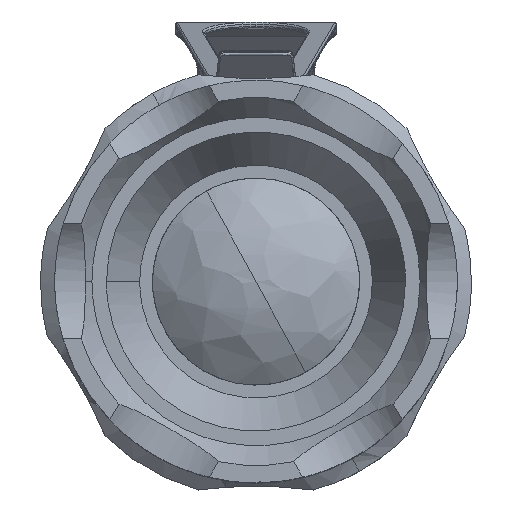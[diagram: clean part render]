
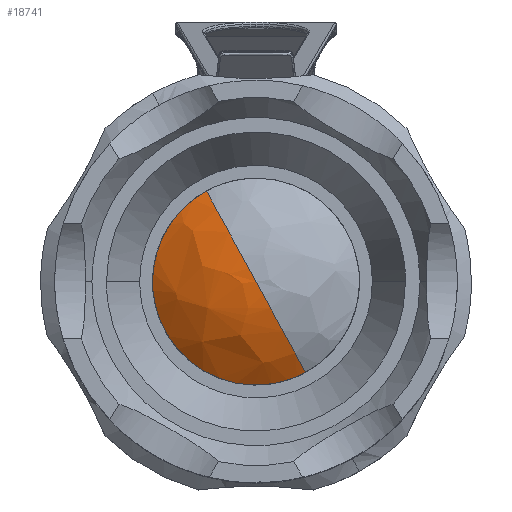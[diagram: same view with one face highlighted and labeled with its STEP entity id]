
A CAD part, top view. The second image highlights one B-rep face of the part: STEP entity #18741.
In plain terms, the highlighted free-form (B-spline) face has degree [2, 2] with [5, 3] control points.
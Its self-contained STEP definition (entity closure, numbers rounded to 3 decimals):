
#18741 = ADVANCED_FACE('',(#18742),#18770,.T.);
#18742 = FACE_BOUND('',#18743,.T.);
#18743 = EDGE_LOOP('',(#18744,#18754,#18762));
#18744 = ORIENTED_EDGE('',*,*,#18745,.T.);
#18745 = EDGE_CURVE('',#18746,#18748,#18750,.T.);
#18746 = VERTEX_POINT('',#18747);
#18747 = CARTESIAN_POINT('',(5.953,-10.897,
    195.907));
#18748 = VERTEX_POINT('',#18749);
#18749 = CARTESIAN_POINT('',(0.,0.,
    200.427));
#18750 = ( BOUNDED_CURVE() B_SPLINE_CURVE(2,(#18751,#18752,#18753),
.UNSPECIFIED.,.F.,.F.) B_SPLINE_CURVE_WITH_KNOTS((3,3),(0.873,
1.571),.PIECEWISE_BEZIER_KNOTS.) CURVE() 
GEOMETRIC_REPRESENTATION_ITEM() RATIONAL_B_SPLINE_CURVE((1.,
0.94,1.)) REPRESENTATION_ITEM('') );
#18751 = CARTESIAN_POINT('',(5.953,-10.897,
    195.907));
#18752 = CARTESIAN_POINT('',(3.371,-6.17,
    200.427));
#18753 = CARTESIAN_POINT('',(0.,0.,
    200.427));
#18754 = ORIENTED_EDGE('',*,*,#18755,.F.);
#18755 = EDGE_CURVE('',#18756,#18748,#18758,.T.);
#18756 = VERTEX_POINT('',#18757);
#18757 = CARTESIAN_POINT('',(-5.953,10.897,
    195.907));
#18758 = ( BOUNDED_CURVE() B_SPLINE_CURVE(2,(#18759,#18760,#18761),
.UNSPECIFIED.,.F.,.F.) B_SPLINE_CURVE_WITH_KNOTS((3,3),(0.873,
1.571),.PIECEWISE_BEZIER_KNOTS.) CURVE() 
GEOMETRIC_REPRESENTATION_ITEM() RATIONAL_B_SPLINE_CURVE((1.,
0.94,1.)) REPRESENTATION_ITEM('') );
#18759 = CARTESIAN_POINT('',(-5.953,10.897,
    195.907));
#18760 = CARTESIAN_POINT('',(-3.371,6.17,
    200.427));
#18761 = CARTESIAN_POINT('',(0.,0.,
    200.427));
#18762 = ORIENTED_EDGE('',*,*,#18763,.T.);
#18763 = EDGE_CURVE('',#18756,#18746,#18764,.T.);
#18764 = ( BOUNDED_CURVE() B_SPLINE_CURVE(2,(#18765,#18766,#18767,#18768
,#18769),.UNSPECIFIED.,.F.,.F.) B_SPLINE_CURVE_WITH_KNOTS((3,2,3),(
    2.071,3.642,5.212),
.PIECEWISE_BEZIER_KNOTS.) CURVE() GEOMETRIC_REPRESENTATION_ITEM() 
RATIONAL_B_SPLINE_CURVE((1.,0.707,1.,0.707,1.)) 
REPRESENTATION_ITEM('') );
#18765 = CARTESIAN_POINT('',(-5.953,10.897,
    195.907));
#18766 = CARTESIAN_POINT('',(-16.849,4.944,
    195.907));
#18767 = CARTESIAN_POINT('',(-10.897,-5.953,
    195.907));
#18768 = CARTESIAN_POINT('',(-4.944,-16.849,
    195.907));
#18769 = CARTESIAN_POINT('',(5.953,-10.897,
    195.907));
#18770 = ( BOUNDED_SURFACE() B_SPLINE_SURFACE(2,2,(
    (#18771,#18772,#18773)
    ,(#18774,#18775,#18776)
    ,(#18777,#18778,#18779)
    ,(#18780,#18781,#18782)
    ,(#18783,#18784,#18785
)),.UNSPECIFIED.,.F.,.F.,.F.) B_SPLINE_SURFACE_WITH_KNOTS((3,2,3),(3,3),
  (0.,1.571,3.142),(0.873,1.571),
.PIECEWISE_BEZIER_KNOTS.) GEOMETRIC_REPRESENTATION_ITEM() 
RATIONAL_B_SPLINE_SURFACE((
    (1.,0.94,1.)
    ,(0.707,0.664,0.707)
    ,(1.,0.94,1.)
    ,(0.707,0.664,0.707)
,(1.,0.94,1.))) REPRESENTATION_ITEM('') SURFACE() );
#18771 = CARTESIAN_POINT('',(-5.953,10.897,
    195.907));
#18772 = CARTESIAN_POINT('',(-3.371,6.17,
    200.427));
#18773 = CARTESIAN_POINT('',(0.,0.,
    200.427));
#18774 = CARTESIAN_POINT('',(-16.849,4.944,
    195.907));
#18775 = CARTESIAN_POINT('',(-9.541,2.799,
    200.427));
#18776 = CARTESIAN_POINT('',(0.,0.,
    200.427));
#18777 = CARTESIAN_POINT('',(-10.897,-5.953,
    195.907));
#18778 = CARTESIAN_POINT('',(-6.17,-3.371,
    200.427));
#18779 = CARTESIAN_POINT('',(0.,0.,
    200.427));
#18780 = CARTESIAN_POINT('',(-4.944,-16.849,
    195.907));
#18781 = CARTESIAN_POINT('',(-2.799,-9.541,
    200.427));
#18782 = CARTESIAN_POINT('',(0.,0.,
    200.427));
#18783 = CARTESIAN_POINT('',(5.953,-10.897,
    195.907));
#18784 = CARTESIAN_POINT('',(3.371,-6.17,
    200.427));
#18785 = CARTESIAN_POINT('',(0.,0.,
    200.427));
